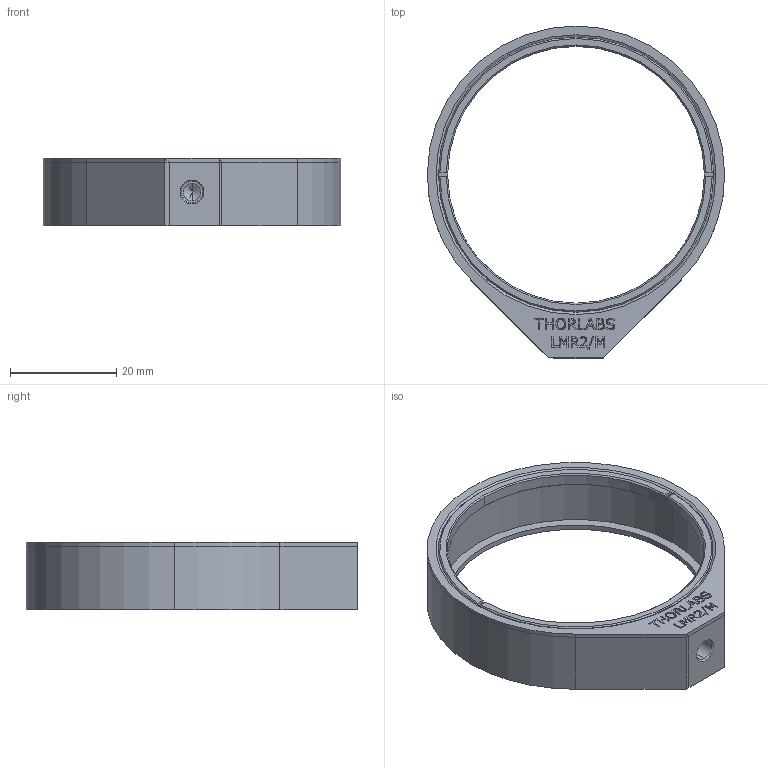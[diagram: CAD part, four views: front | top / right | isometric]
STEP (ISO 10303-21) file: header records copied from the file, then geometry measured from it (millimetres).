
FILE_DESCRIPTION(('FreeCAD Model'),'2;1');
FILE_NAME('Open CASCADE Shape Model','2023-03-27T09:31:41',('Author'),( ''),'Open CASCADE STEP processor 7.6','FreeCAD','Unknown');
FILE_SCHEMA(('AUTOMOTIVE_DESIGN { 1 0 10303 214 1 1 1 1 }'));
Length unit declared in the file: millimetre
Products named in the file (1): 0004-E0W
Bounding box: 55.88 x 62.36 x 12.7 mm (x, y, z)
Volume: 7124.2 mm3; surface area: 7216.7 mm2
Topology: 2 solids, 2 shells, 264 faces, 685 edges, 445 vertices
Faces by surface type: plane 163, bspline 64, cone 22, cylinder 15
Entity records: 20749 total; most frequent: CARTESIAN_POINT 7759, DIRECTION 2081, LINE 1545, VECTOR 1545, ORIENTED_EDGE 1366, PCURVE 1366, DEFINITIONAL_REPRESENTATION 1366, EDGE_CURVE 683
